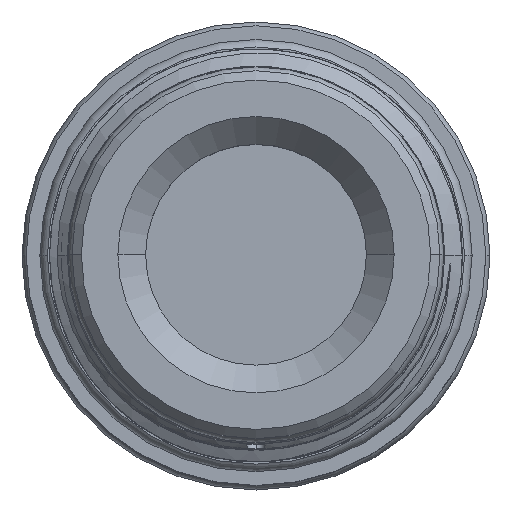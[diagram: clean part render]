
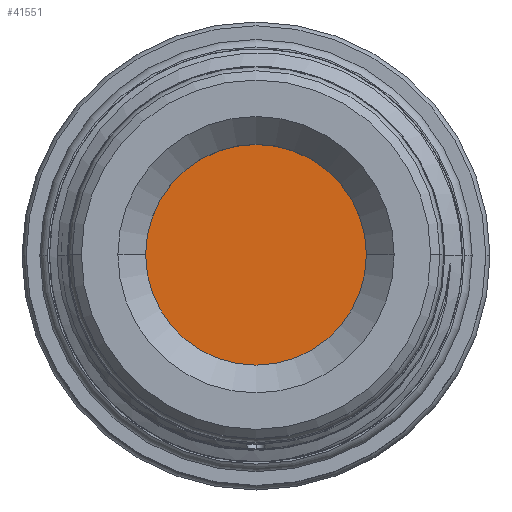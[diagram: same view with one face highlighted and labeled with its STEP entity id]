
A CAD part, top view. The second image highlights one B-rep face of the part: STEP entity #41551.
In plain terms, the highlighted planar face has unit normal (0, 0, 1).
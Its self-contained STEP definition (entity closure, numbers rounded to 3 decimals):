
#9543 = EDGE_CURVE ( 'NONE', #38536, #38788, #23252, .T. ) ;
#11216 = AXIS2_PLACEMENT_3D ( 'NONE', #34703, #34683, #34654 ) ;
#16353 = CARTESIAN_POINT ( 'NONE',  ( 9.525, 0., 99.563 ) ) ;
#16445 = CARTESIAN_POINT ( 'NONE',  ( -9.525, 0., 99.563 ) ) ;
#17741 = CARTESIAN_POINT ( 'NONE',  ( 0., 0., 99.563 ) ) ;
#17742 = DIRECTION ( 'NONE',  ( 0., 0., -1. ) ) ;
#17743 = DIRECTION ( 'NONE',  ( -1., 0., 0. ) ) ;
#18479 = FACE_OUTER_BOUND ( 'NONE', #40247, .T. ) ;
#19343 = CIRCLE ( 'NONE', #42481, 9.525 ) ;
#23252 = CIRCLE ( 'NONE', #11216, 9.525 ) ;
#34654 = DIRECTION ( 'NONE',  ( -1., 0., 0. ) ) ;
#34683 = DIRECTION ( 'NONE',  ( 0., 0., -1. ) ) ;
#34703 = CARTESIAN_POINT ( 'NONE',  ( 0., 0., 99.563 ) ) ;
#37464 = ORIENTED_EDGE ( 'NONE', *, *, #9543, .F. ) ;
#37479 = ORIENTED_EDGE ( 'NONE', *, *, #40924, .F. ) ;
#38536 = VERTEX_POINT ( 'NONE', #16353 ) ;
#38788 = VERTEX_POINT ( 'NONE', #16445 ) ;
#40247 = EDGE_LOOP ( 'NONE', ( #37464, #37479 ) ) ;
#40924 = EDGE_CURVE ( 'NONE', #38788, #38536, #19343, .T. ) ;
#41551 = ADVANCED_FACE ( 'NONE', ( #18479 ), #46736, .F. ) ;
#42356 = AXIS2_PLACEMENT_3D ( 'NONE', #46732, #46738, #46739 ) ;
#42481 = AXIS2_PLACEMENT_3D ( 'NONE', #17741, #17742, #17743 ) ;
#46732 = CARTESIAN_POINT ( 'NONE',  ( 0., 0., 99.563 ) ) ;
#46736 = PLANE ( 'NONE',  #42356 ) ;
#46738 = DIRECTION ( 'NONE',  ( 0., 0., -1. ) ) ;
#46739 = DIRECTION ( 'NONE',  ( -1., 0., 0. ) ) ;
